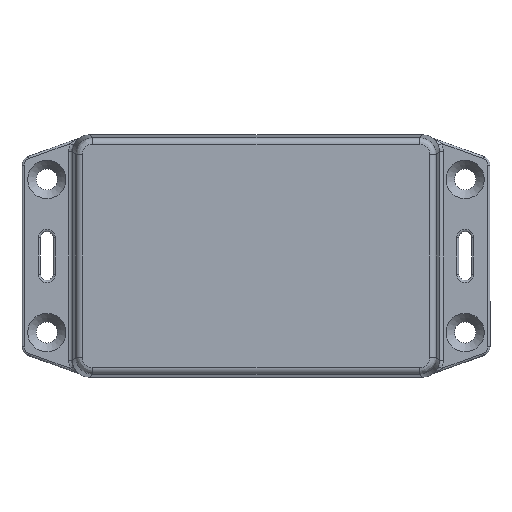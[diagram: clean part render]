
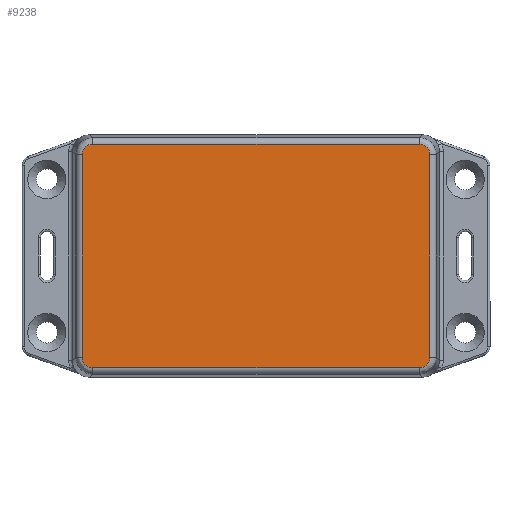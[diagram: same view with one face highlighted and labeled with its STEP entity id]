
A CAD part, front view. The second image highlights one B-rep face of the part: STEP entity #9238.
In plain terms, the highlighted face is planar.
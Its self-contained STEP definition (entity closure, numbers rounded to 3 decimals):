
#258=ELLIPSE('',#9841,2.503,2.5);
#259=ELLIPSE('',#9843,2.503,2.5);
#262=ELLIPSE('',#9851,2.503,2.5);
#263=ELLIPSE('',#9853,2.503,2.5);
#1132=FACE_OUTER_BOUND('',#1759,.T.);
#1759=EDGE_LOOP('',(#7498,#7499,#7500,#7501,#7502,#7503,#7504,#7505));
#2598=LINE('',#15544,#3328);
#2600=LINE('',#15610,#3330);
#2601=LINE('',#15615,#3331);
#2603=LINE('',#15678,#3333);
#3328=VECTOR('',#11412,76.806);
#3330=VECTOR('',#11430,47.606);
#3331=VECTOR('',#11435,47.606);
#3333=VECTOR('',#11451,76.806);
#4323=VERTEX_POINT('',#15537);
#4326=VERTEX_POINT('',#15542);
#4327=VERTEX_POINT('',#15570);
#4330=VERTEX_POINT('',#15601);
#4331=VERTEX_POINT('',#15606);
#4334=VERTEX_POINT('',#15613);
#4335=VERTEX_POINT('',#15642);
#4338=VERTEX_POINT('',#15673);
#5431=EDGE_CURVE('',#4326,#4323,#2598,.T.);
#5434=EDGE_CURVE('',#4323,#4327,#258,.T.);
#5436=EDGE_CURVE('',#4330,#4326,#259,.T.);
#5440=EDGE_CURVE('',#4327,#4331,#2600,.T.);
#5442=EDGE_CURVE('',#4334,#4330,#2601,.T.);
#5446=EDGE_CURVE('',#4331,#4335,#262,.T.);
#5448=EDGE_CURVE('',#4338,#4334,#263,.T.);
#5450=EDGE_CURVE('',#4335,#4338,#2603,.T.);
#7498=ORIENTED_EDGE('',*,*,#5431,.F.);
#7499=ORIENTED_EDGE('',*,*,#5436,.F.);
#7500=ORIENTED_EDGE('',*,*,#5442,.F.);
#7501=ORIENTED_EDGE('',*,*,#5448,.F.);
#7502=ORIENTED_EDGE('',*,*,#5450,.F.);
#7503=ORIENTED_EDGE('',*,*,#5446,.F.);
#7504=ORIENTED_EDGE('',*,*,#5440,.F.);
#7505=ORIENTED_EDGE('',*,*,#5434,.F.);
#8848=PLANE('',#9862);
#9238=ADVANCED_FACE('',(#1132),#8848,.F.);
#9841=AXIS2_PLACEMENT_3D('',#15574,#11417,#11418);
#9843=AXIS2_PLACEMENT_3D('',#15603,#11421,#11422);
#9851=AXIS2_PLACEMENT_3D('',#15646,#11441,#11442);
#9853=AXIS2_PLACEMENT_3D('',#15675,#11445,#11446);
#9862=AXIS2_PLACEMENT_3D('',#15698,#11472,#11473);
#11412=DIRECTION('',(1.,0.,0.));
#11417=DIRECTION('center_axis',(0.,0.,1.));
#11418=DIRECTION('ref_axis',(0.707,-0.707,0.));
#11421=DIRECTION('center_axis',(0.,0.,1.));
#11422=DIRECTION('ref_axis',(-0.707,-0.707,0.));
#11430=DIRECTION('',(0.,1.,0.));
#11435=DIRECTION('',(0.,-1.,0.));
#11441=DIRECTION('center_axis',(0.,0.,1.));
#11442=DIRECTION('ref_axis',(0.707,0.707,0.));
#11445=DIRECTION('center_axis',(0.,0.,1.));
#11446=DIRECTION('ref_axis',(-0.707,0.707,0.));
#11451=DIRECTION('',(-1.,0.,0.));
#11472=DIRECTION('center_axis',(0.,0.,1.));
#11473=DIRECTION('ref_axis',(1.,0.,0.));
#15537=CARTESIAN_POINT('',(38.403,-26.301,0.));
#15542=CARTESIAN_POINT('',(-38.403,-26.301,0.));
#15544=CARTESIAN_POINT('',(0.,-26.301,0.));
#15570=CARTESIAN_POINT('',(40.901,-23.803,0.));
#15574=CARTESIAN_POINT('Origin',(38.4,-23.8,0.));
#15601=CARTESIAN_POINT('',(-40.901,-23.803,0.));
#15603=CARTESIAN_POINT('Origin',(-38.4,-23.8,0.));
#15606=CARTESIAN_POINT('',(40.901,23.803,0.));
#15610=CARTESIAN_POINT('',(40.901,0.,0.));
#15613=CARTESIAN_POINT('',(-40.901,23.803,0.));
#15615=CARTESIAN_POINT('',(-40.901,0.,0.));
#15642=CARTESIAN_POINT('',(38.403,26.301,0.));
#15646=CARTESIAN_POINT('Origin',(38.4,23.8,0.));
#15673=CARTESIAN_POINT('',(-38.403,26.301,0.));
#15675=CARTESIAN_POINT('Origin',(-38.4,23.8,0.));
#15678=CARTESIAN_POINT('',(0.,26.301,0.));
#15698=CARTESIAN_POINT('Origin',(0.,0.,0.));
